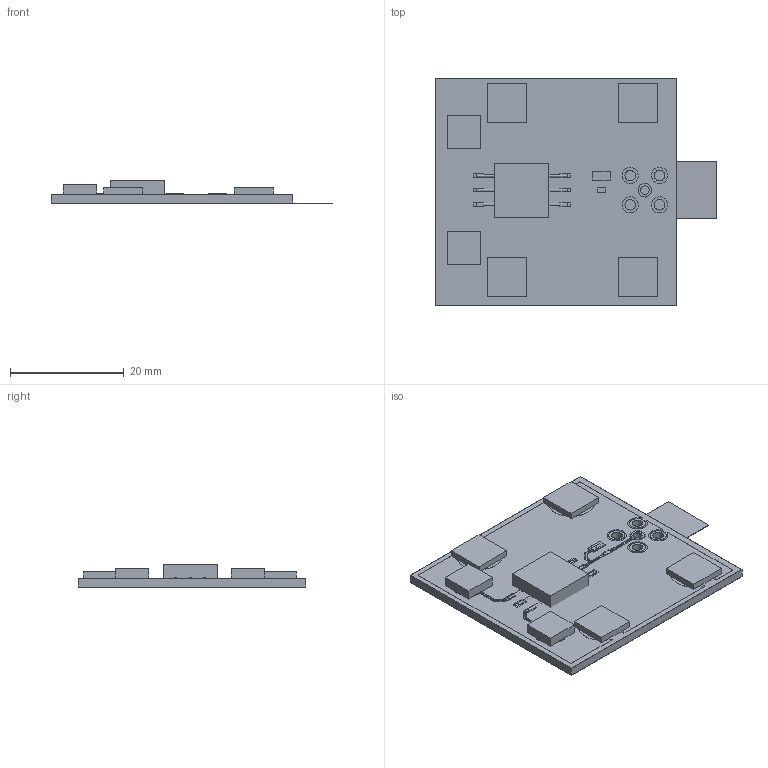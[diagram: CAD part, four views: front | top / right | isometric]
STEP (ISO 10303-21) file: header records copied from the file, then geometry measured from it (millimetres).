
FILE_DESCRIPTION(/* description */ (''),/* implementation_level */ '2;1');
FILE_NAME(/* name */ 'Match-Board-PCB v22.step',/* time_stamp */ '2022-08-19T13:51:28-04:00',/* author */ (''),/* organization */ (''),/* preprocessor_version */ 'ST-DEVELOPER v19',/* originating_system */ 'Autodesk Translation Framework v11.7.0.108',/* authorisation */ '');
FILE_SCHEMA (('AUTOMOTIVE_DESIGN { 1 0 10303 214 3 1 1 }'));
Length unit declared in the file: millimetre
Products named in the file (13): Match-Board-PCB; Board; 1-copper; 16-copper; 1-soldermask; 16-soldermask; Packages; CAPC0603X33N; LQM18PH1R0MFRL; PCBSMAFRAHT; TP-101-FOOTPRINT; 3,2; 3,3-PAD
Assembly tree (16 placements, depth 3):
  Match-Board-PCB
    Board
    1-copper
    16-copper
    1-soldermask
    16-soldermask
    Packages
      CAPC0603X33N
      LQM18PH1R0MFRL
      PCBSMAFRAHT
      TP-101-FOOTPRINT
      3,2  x4
      3,3-PAD  x2
Bounding box: 49.48 x 40 x 4.21 mm (x, y, z)
Volume: 3372.1 mm3; surface area: 14702.9 mm2
Topology: 56 solids, 56 shells, 1223 faces, 3315 edges, 2210 vertices
Faces by surface type: plane 1073, cylinder 150
Full cylindrical faces by diameter (mm): 0.38 x6, 1.53 x7, 1.6 x2, 1.83 x28, 1.9 x8, 3.2 x12, 3.23 x14, 3.3 x4
Entity records: 38185 total; most frequent: CARTESIAN_POINT 6674, ORIENTED_EDGE 6534, DIRECTION 6025, EDGE_CURVE 3267, LINE 2967, VECTOR 2967, VERTEX_POINT 2178, AXIS2_PLACEMENT_3D 1529
